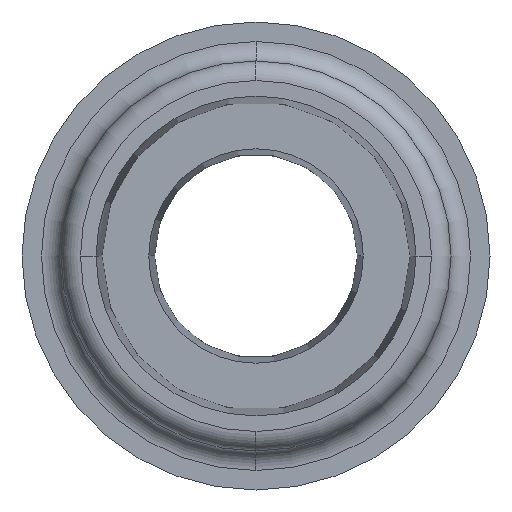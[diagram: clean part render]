
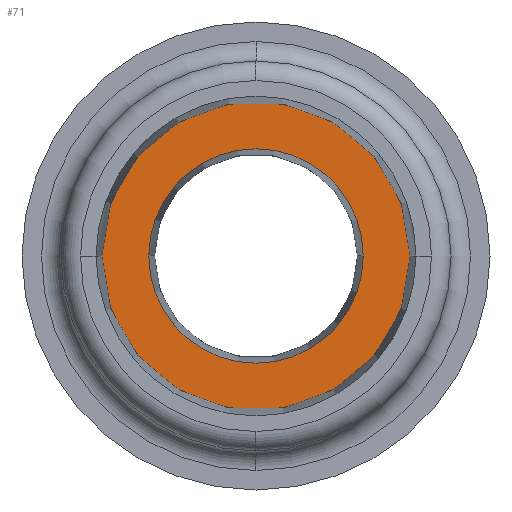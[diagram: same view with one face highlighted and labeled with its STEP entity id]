
A CAD part, left-side view. The second image highlights one B-rep face of the part: STEP entity #71.
In plain terms, the highlighted planar face has unit normal (-1, 0, 0).
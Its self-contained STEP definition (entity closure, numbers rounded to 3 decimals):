
#71=ADVANCED_FACE('',(#147,#148),#149,.T.);
#147=FACE_BOUND('',#251,.T.);
#148=FACE_OUTER_BOUND('',#252,.T.);
#149=PLANE('',#253);
#251=EDGE_LOOP('',(#505,#506));
#252=EDGE_LOOP('',(#507,#508));
#253=AXIS2_PLACEMENT_3D('',#509,#510,#511);
#505=ORIENTED_EDGE('',*,*,#806,.F.);
#506=ORIENTED_EDGE('',*,*,#800,.F.);
#507=ORIENTED_EDGE('',*,*,#805,.T.);
#508=ORIENTED_EDGE('',*,*,#802,.T.);
#509=CARTESIAN_POINT('',(27.,3.35,0.));
#510=DIRECTION('',(-1.0,0.0,0.));
#511=DIRECTION('',(0.0,1.0,0.0));
#800=EDGE_CURVE('',#999,#995,#1001,.T.);
#802=EDGE_CURVE('',#1004,#1002,#1005,.T.);
#805=EDGE_CURVE('',#1002,#1004,#1008,.T.);
#806=EDGE_CURVE('',#995,#999,#1009,.T.);
#995=VERTEX_POINT('',#1227);
#999=VERTEX_POINT('',#1232);
#1001=CIRCLE('',#1235,2.75);
#1002=VERTEX_POINT('',#1236);
#1004=VERTEX_POINT('',#1239);
#1005=CIRCLE('',#1240,3.95);
#1008=CIRCLE('',#1244,3.95);
#1009=CIRCLE('',#1245,2.75);
#1227=CARTESIAN_POINT('',(27.,2.75,0.));
#1232=CARTESIAN_POINT('',(27.,-2.75,0.));
#1235=AXIS2_PLACEMENT_3D('',#1495,#1496,#1497);
#1236=CARTESIAN_POINT('',(27.,3.95,0.));
#1239=CARTESIAN_POINT('',(27.,-3.95,0.));
#1240=AXIS2_PLACEMENT_3D('',#1499,#1500,#1501);
#1244=AXIS2_PLACEMENT_3D('',#1506,#1507,#1508);
#1245=AXIS2_PLACEMENT_3D('',#1509,#1510,#1511);
#1495=CARTESIAN_POINT('',(27.,0.0,0.));
#1496=DIRECTION('',(-1.0,0.0,0.));
#1497=DIRECTION('',(0.0,1.0,0.0));
#1499=CARTESIAN_POINT('',(27.,0.0,0.));
#1500=DIRECTION('',(-1.0,0.0,0.));
#1501=DIRECTION('',(0.0,1.0,0.0));
#1506=CARTESIAN_POINT('',(27.,0.0,0.));
#1507=DIRECTION('',(-1.0,0.0,0.));
#1508=DIRECTION('',(0.0,1.0,0.0));
#1509=CARTESIAN_POINT('',(27.,0.0,0.));
#1510=DIRECTION('',(-1.0,0.0,0.));
#1511=DIRECTION('',(0.0,1.0,0.0));
